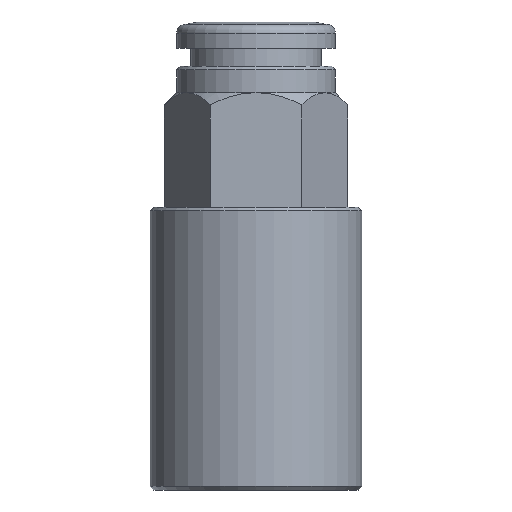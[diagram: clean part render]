
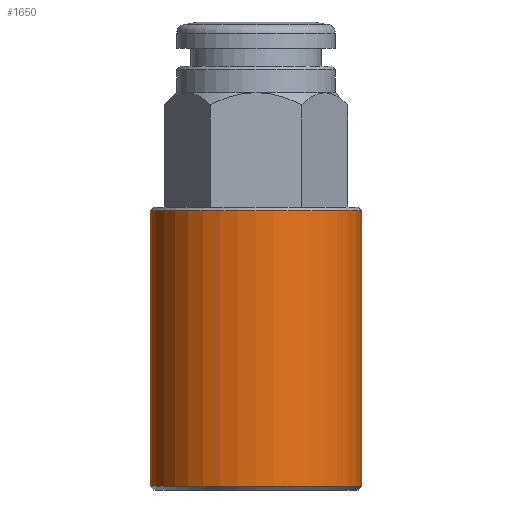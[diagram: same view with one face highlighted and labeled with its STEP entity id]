
A CAD part, front view. The second image highlights one B-rep face of the part: STEP entity #1650.
In plain terms, the highlighted cylindrical face has radius 6 mm (diameter 12 mm), a full revolution.
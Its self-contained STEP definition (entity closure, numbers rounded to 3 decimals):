
#830=ORIENTED_EDGE('',*,*,#982,.F.);
#831=ORIENTED_EDGE('',*,*,#983,.F.);
#872=CIRCLE('',#1588,6.);
#873=CIRCLE('',#1590,6.);
#921=VERTEX_POINT('',#1486);
#922=VERTEX_POINT('',#1489);
#982=EDGE_CURVE('',#921,#921,#872,.T.);
#983=EDGE_CURVE('',#922,#922,#873,.T.);
#1053=EDGE_LOOP('',(#830));
#1054=EDGE_LOOP('',(#831));
#1129=FACE_BOUND('',#1053,.T.);
#1130=FACE_BOUND('',#1054,.T.);
#1321=DIRECTION('',(0.,1.,0.));
#1322=DIRECTION('',(0.,0.,6.));
#1323=DIRECTION('',(0.,1.,0.));
#1324=DIRECTION('',(1.,0.,0.));
#1325=DIRECTION('',(0.,-1.,0.));
#1326=DIRECTION('',(0.,0.,6.));
#1486=CARTESIAN_POINT('',(0.,15.8,6.));
#1487=CARTESIAN_POINT('',(0.,15.8,0.));
#1488=CARTESIAN_POINT('',(0.,0.2,0.));
#1489=CARTESIAN_POINT('',(0.,0.2,6.));
#1490=CARTESIAN_POINT('',(0.,0.2,0.));
#1588=AXIS2_PLACEMENT_3D('',#1487,#1321,#1322);
#1589=AXIS2_PLACEMENT_3D('',#1488,#1323,#1324);
#1590=AXIS2_PLACEMENT_3D('',#1490,#1325,#1326);
#1609=CYLINDRICAL_SURFACE('',#1589,6.);
#1650=ADVANCED_FACE('',(#1129,#1130),#1609,.T.);
